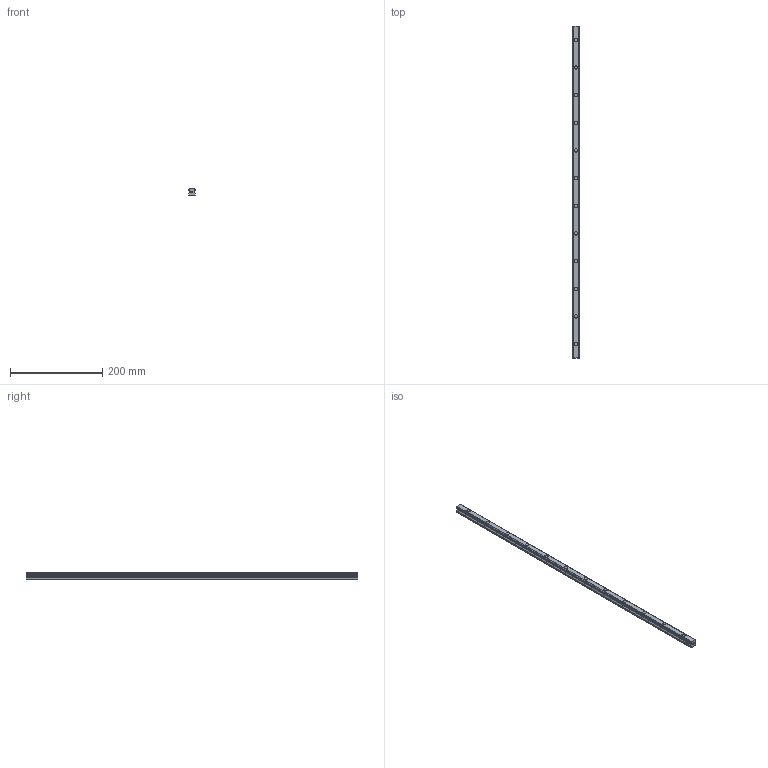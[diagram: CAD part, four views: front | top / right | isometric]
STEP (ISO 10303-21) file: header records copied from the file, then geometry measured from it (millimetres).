
FILE_DESCRIPTION(('STEP AP214'),'1');
FILE_NAME('cctmp_D890A0DD-298A-401B-ADD6-FE3E38BAD973_2020_4_23_10_31_9_59..stp','2020-04-23T08:31:09',('HIWIN GmbH'),('CADClick - www.CADClick.com'),'Spatial InterOp 3D',' ','unknown authorization');
FILE_SCHEMA(('AUTOMOTIVE_DESIGN'));
Length unit declared in the file: millimetre
Products named in the file (1): HGR15R720H_FILE
Bounding box: 15 x 720 x 15 mm (x, y, z)
Volume: 132287.2 mm3; surface area: 48220.7 mm2
Topology: 1 solids, 1 shells, 223 faces, 543 edges, 362 vertices
Faces by surface type: plane 125, cylinder 98
Entity records: 8401 total; most frequent: DIRECTION 1187, CARTESIAN_POINT 1129, ORIENTED_EDGE 1086, EDGE_CURVE 543, AXIS2_PLACEMENT_3D 420, VERTEX_POINT 362, LINE 347, VECTOR 347
